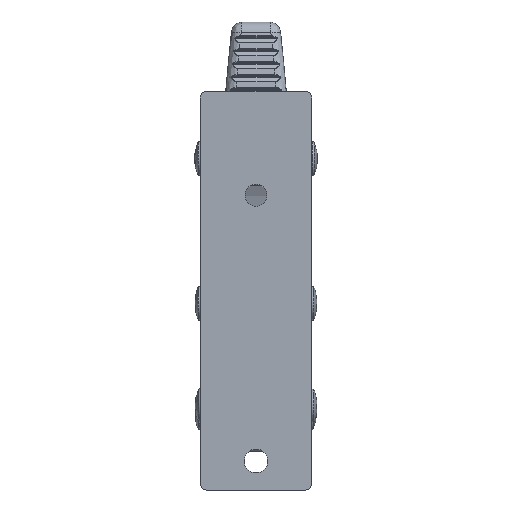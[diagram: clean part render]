
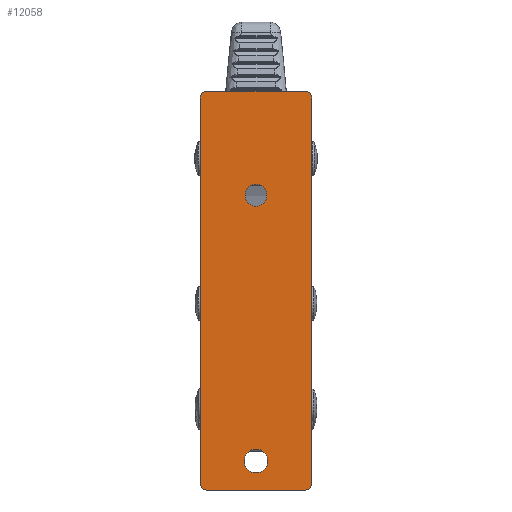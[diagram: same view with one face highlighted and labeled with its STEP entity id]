
A CAD part, front view. The second image highlights one B-rep face of the part: STEP entity #12058.
In plain terms, the highlighted planar face has unit normal (0, -1, 0).
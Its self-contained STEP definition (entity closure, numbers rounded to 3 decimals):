
#977=FACE_BOUND('',#2605,.T.);
#978=FACE_BOUND('',#2606,.T.);
#1135=PLANE('',#13539);
#1822=FACE_OUTER_BOUND('',#2604,.T.);
#2604=EDGE_LOOP('',(#10604,#10605,#10606,#10607,#10608,#10609,#10610,#10611));
#2605=EDGE_LOOP('',(#10612));
#2606=EDGE_LOOP('',(#10613));
#3072=LINE('',#26220,#3523);
#3073=LINE('',#26278,#3524);
#3097=LINE('',#26504,#3548);
#3108=LINE('',#26558,#3559);
#3523=VECTOR('',#16656,10.);
#3524=VECTOR('',#16677,10.);
#3548=VECTOR('',#16769,10.);
#3559=VECTOR('',#16826,10.);
#3812=CIRCLE('',#12517,2.);
#4341=CIRCLE('',#13475,2.);
#4343=CIRCLE('',#13478,2.);
#4348=CIRCLE('',#13485,2.);
#4374=CIRCLE('',#13540,3.5);
#4375=CIRCLE('',#13541,3.25);
#4717=VERTEX_POINT('',#19116);
#4718=VERTEX_POINT('',#19117);
#5455=VERTEX_POINT('',#26219);
#5457=VERTEX_POINT('',#26264);
#5458=VERTEX_POINT('',#26268);
#5459=VERTEX_POINT('',#26269);
#5462=VERTEX_POINT('',#26277);
#5464=VERTEX_POINT('',#26316);
#5499=VERTEX_POINT('',#26559);
#5500=VERTEX_POINT('',#26561);
#5994=EDGE_CURVE('',#4717,#4718,#3812,.T.);
#7181=EDGE_CURVE('',#5455,#4718,#3072,.T.);
#7187=EDGE_CURVE('',#5457,#5455,#4341,.T.);
#7189=EDGE_CURVE('',#5458,#5459,#4343,.T.);
#7193=EDGE_CURVE('',#5459,#5462,#3073,.T.);
#7198=EDGE_CURVE('',#5462,#5464,#4348,.T.);
#7243=EDGE_CURVE('',#4717,#5458,#3097,.T.);
#7266=EDGE_CURVE('',#5464,#5457,#3108,.T.);
#7267=EDGE_CURVE('',#5499,#5499,#4374,.T.);
#7268=EDGE_CURVE('',#5500,#5500,#4375,.T.);
#10604=ORIENTED_EDGE('',*,*,#7193,.T.);
#10605=ORIENTED_EDGE('',*,*,#7198,.T.);
#10606=ORIENTED_EDGE('',*,*,#7266,.T.);
#10607=ORIENTED_EDGE('',*,*,#7187,.T.);
#10608=ORIENTED_EDGE('',*,*,#7181,.T.);
#10609=ORIENTED_EDGE('',*,*,#5994,.F.);
#10610=ORIENTED_EDGE('',*,*,#7243,.T.);
#10611=ORIENTED_EDGE('',*,*,#7189,.T.);
#10612=ORIENTED_EDGE('',*,*,#7267,.T.);
#10613=ORIENTED_EDGE('',*,*,#7268,.T.);
#12058=ADVANCED_FACE('',(#1822,#977,#978),#1135,.T.);
#12517=AXIS2_PLACEMENT_3D('',#19118,#14487,#14488);
#13475=AXIS2_PLACEMENT_3D('',#26265,#16661,#16662);
#13478=AXIS2_PLACEMENT_3D('',#26270,#16667,#16668);
#13485=AXIS2_PLACEMENT_3D('',#26317,#16682,#16683);
#13539=AXIS2_PLACEMENT_3D('',#26557,#16824,#16825);
#13540=AXIS2_PLACEMENT_3D('',#26560,#16827,#16828);
#13541=AXIS2_PLACEMENT_3D('',#26562,#16829,#16830);
#14487=DIRECTION('center_axis',(0.,1.,0.));
#14488=DIRECTION('ref_axis',(1.,0.,0.));
#16656=DIRECTION('',(0.,0.,1.));
#16661=DIRECTION('center_axis',(0.,-1.,0.));
#16662=DIRECTION('ref_axis',(1.,0.,0.));
#16667=DIRECTION('center_axis',(0.,-1.,0.));
#16668=DIRECTION('ref_axis',(-1.,0.,0.));
#16677=DIRECTION('',(0.,0.,-1.));
#16682=DIRECTION('center_axis',(0.,-1.,0.));
#16683=DIRECTION('ref_axis',(-1.,0.,0.));
#16769=DIRECTION('',(-1.,0.,0.));
#16824=DIRECTION('center_axis',(0.,-1.,0.));
#16825=DIRECTION('ref_axis',(0.,0.,-1.));
#16826=DIRECTION('',(1.,0.,0.));
#16827=DIRECTION('center_axis',(0.,1.,0.));
#16828=DIRECTION('ref_axis',(-1.,0.,0.));
#16829=DIRECTION('center_axis',(0.,1.,0.));
#16830=DIRECTION('ref_axis',(-1.,0.,0.));
#19116=CARTESIAN_POINT('',(14.6,0.,63.));
#19117=CARTESIAN_POINT('',(16.6,0.,61.));
#19118=CARTESIAN_POINT('Origin',(14.6,0.,
61.));
#26219=CARTESIAN_POINT('',(16.6,0.,-53.5));
#26220=CARTESIAN_POINT('',(16.6,0.,0.));
#26264=CARTESIAN_POINT('',(14.6,0.,-55.5));
#26265=CARTESIAN_POINT('Origin',(14.6,0.,
-53.5));
#26268=CARTESIAN_POINT('',(-14.6,0.,63.));
#26269=CARTESIAN_POINT('',(-16.6,0.,61.));
#26270=CARTESIAN_POINT('Origin',(-14.6,0.,61.));
#26277=CARTESIAN_POINT('',(-16.6,0.,-53.5));
#26278=CARTESIAN_POINT('',(-16.6,0.,0.));
#26316=CARTESIAN_POINT('',(-14.6,0.,-55.5));
#26317=CARTESIAN_POINT('Origin',(-14.6,0.,
-53.5));
#26504=CARTESIAN_POINT('',(0.,0.,63.));
#26557=CARTESIAN_POINT('Origin',(0.,0.,63.));
#26558=CARTESIAN_POINT('',(0.,0.,-55.5));
#26559=CARTESIAN_POINT('',(0.,0.,-43.4));
#26560=CARTESIAN_POINT('Origin',(0.,0.,-46.9));
#26561=CARTESIAN_POINT('',(0.,0.,35.35));
#26562=CARTESIAN_POINT('Origin',(0.,0.,32.1));
